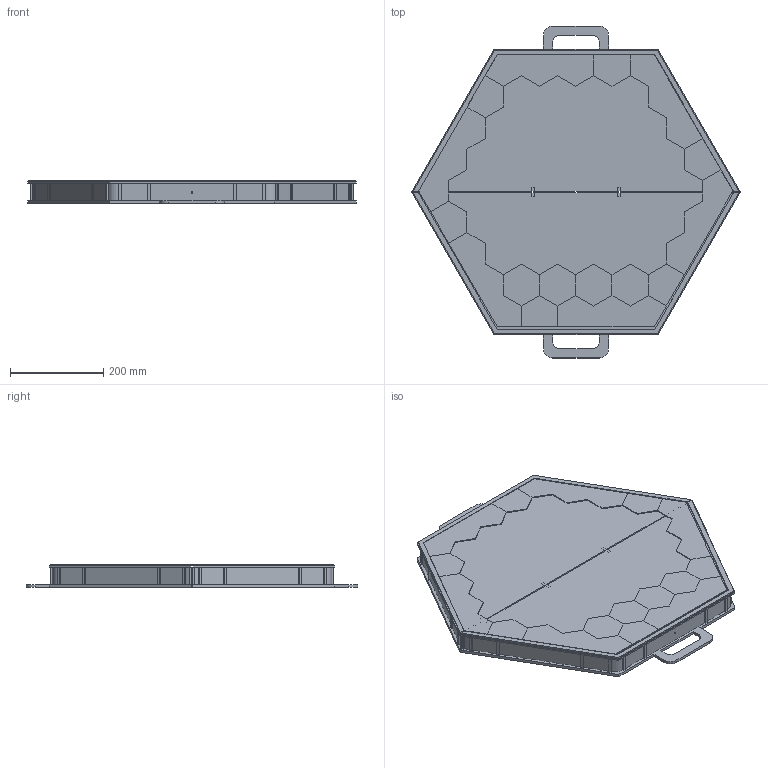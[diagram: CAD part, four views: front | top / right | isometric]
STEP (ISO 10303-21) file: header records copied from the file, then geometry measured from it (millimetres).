
FILE_DESCRIPTION(/* description */ (''),/* implementation_level */ '2;1');
FILE_NAME(/* name */ 'Catan-STEP214.stp',/* time_stamp */ '2024-05-22T22:12:14+02:00',/* author */ (''),/* organization */ (''),/* preprocessor_version */ 'ST-DEVELOPER v19.3',/* originating_system */ 'SIEMENS PLM Software NX2212.4000',/* authorisation */ '');
FILE_SCHEMA (('AUTOMOTIVE_DESIGN { 1 0 10303 214 3 1 1 1 }'));
Length unit declared in the file: millimetre
Products named in the file (30): tussenstukje_par; hexagon_par; hoek_par; voorkant_par; achterkant_par; valse voorkant_par; zijwand_par; onderkant_par; tussenversteveging_par; kleine hoekronding binnenkant_par; bovenplaat_par; grote hoekronding binnenkant_par; tegenhouder_par; achterkant midden_par; 3mm versteviging_par; achterkant zijwand_par; grote hoekronding_par; kleine hoekronding_par; kleine wand_par; bovenstreepje_par; kleine wand voorkant_par; grote wand_par; onderplaat_par; achterkant klein_par; 6mm versteviging_par; board_asm; schuifass_asm; bordass_asm; bordass_asm__HIDDENCOMP36545ID; alles samen_asm
Assembly tree (117 placements, depth 4):
  alles samen_asm
    bordass_asm__HIDDENCOMP36545ID
      6mm versteviging_par  x16
      achterkant klein_par  x2
      onderplaat_par
      grote wand_par  x2
      kleine wand voorkant_par  x2
      bovenstreepje_par
      kleine wand_par  x4
      kleine hoekronding_par  x2
      grote hoekronding_par  x2
      achterkant zijwand_par  x2
      3mm versteviging_par  x2
      achterkant midden_par
      tegenhouder_par
      grote hoekronding binnenkant_par  x2
      bovenplaat_par
      schuifass_asm
        onderkant_par
        zijwand_par  x2
        valse voorkant_par
        achterkant_par
        voorkant_par
      kleine hoekronding binnenkant_par  x2
      tussenversteveging_par  x2
    bordass_asm
      6mm versteviging_par  x16
      achterkant klein_par  x2
      onderplaat_par
      grote wand_par  x2
      kleine wand voorkant_par  x2
      bovenstreepje_par
      kleine wand_par  x4
      kleine hoekronding_par  x2
      grote hoekronding_par  x2
      achterkant zijwand_par  x2
      3mm versteviging_par  x2
      achterkant midden_par
      tegenhouder_par
      grote hoekronding binnenkant_par  x2
      bovenplaat_par
      schuifass_asm
        onderkant_par
        zijwand_par  x2
        valse voorkant_par
        achterkant_par
        voorkant_par
      kleine hoekronding binnenkant_par  x2
      tussenversteveging_par  x2
      board_asm
        hoek_par  x6
        hexagon_par  x4
        tussenstukje_par  x6
Bounding box: 705.5 x 713.68 x 49 mm (x, y, z)
Volume: 4426236.3 mm3; surface area: 2488311.1 mm2
Topology: 118 solids, 118 shells, 3092 faces, 8572 edges, 5716 vertices
Faces by surface type: plane 3052, cylinder 40
Full cylindrical faces by diameter (mm): 3 x4
Entity records: 35100 total; most frequent: CARTESIAN_POINT 6106, ORIENTED_EDGE 5936, DIRECTION 5310, EDGE_CURVE 2968, LINE 2942, VECTOR 2942, VERTEX_POINT 1980, EDGE_LOOP 1276
